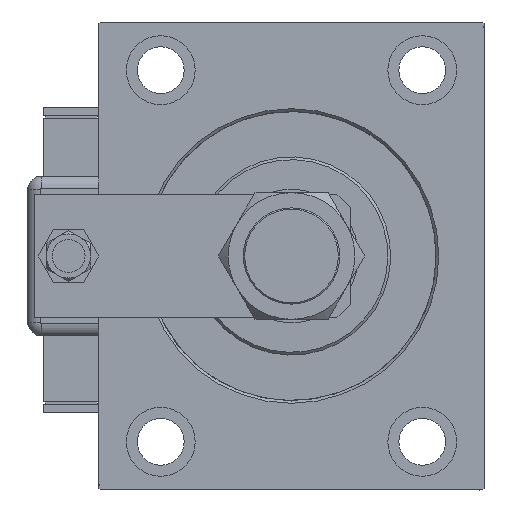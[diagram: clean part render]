
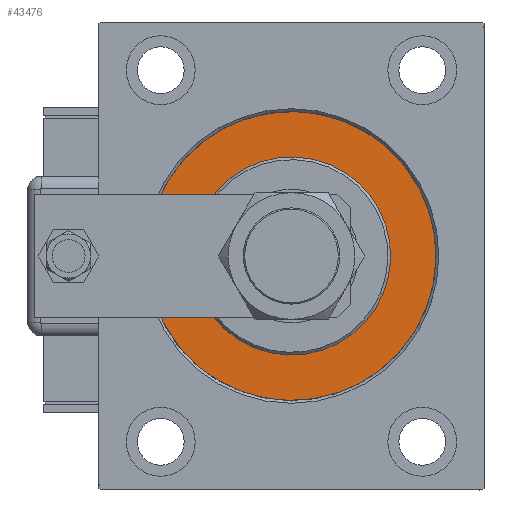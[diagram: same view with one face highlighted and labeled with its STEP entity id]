
A CAD part, left-side view. The second image highlights one B-rep face of the part: STEP entity #43476.
In plain terms, the highlighted face is planar.
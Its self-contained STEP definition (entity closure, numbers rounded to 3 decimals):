
#1145 = CIRCLE ( 'NONE', #33956, 36. ) ;
#1990 = DIRECTION ( 'NONE',  ( 0., 0., -1. ) ) ;
#4205 = ORIENTED_EDGE ( 'NONE', *, *, #36377, .F. ) ;
#4800 = FACE_OUTER_BOUND ( 'NONE', #11424, .T. ) ;
#5724 = CARTESIAN_POINT ( 'NONE',  ( 0., 0., 0. ) ) ;
#5741 = PLANE ( 'NONE',  #45605 ) ;
#6307 = DIRECTION ( 'NONE',  ( -1., 0., 0. ) ) ;
#8812 = CARTESIAN_POINT ( 'NONE',  ( 0., 0., -52.5 ) ) ;
#10081 = DIRECTION ( 'NONE',  ( 0., 0., 1. ) ) ;
#11424 = EDGE_LOOP ( 'NONE', ( #4205, #24024 ) ) ;
#12195 = DIRECTION ( 'NONE',  ( 0., 0., 1. ) ) ;
#13430 = EDGE_CURVE ( 'NONE', #49143, #52235, #51851, .T. ) ;
#14596 = AXIS2_PLACEMENT_3D ( 'NONE', #59240, #6307, #12195 ) ;
#16200 = EDGE_CURVE ( 'NONE', #17552, #43176, #1145, .T. ) ;
#17552 = VERTEX_POINT ( 'NONE', #35861 ) ;
#24024 = ORIENTED_EDGE ( 'NONE', *, *, #13430, .F. ) ;
#24274 = EDGE_LOOP ( 'NONE', ( #49832, #48828 ) ) ;
#33956 = AXIS2_PLACEMENT_3D ( 'NONE', #40601, #39375, #1990 ) ;
#35861 = CARTESIAN_POINT ( 'NONE',  ( 0., 0., 36. ) ) ;
#36356 = DIRECTION ( 'NONE',  ( 1., 0., 0. ) ) ;
#36377 = EDGE_CURVE ( 'NONE', #52235, #49143, #41450, .T. ) ;
#37216 = CARTESIAN_POINT ( 'NONE',  ( 0., 0., -36. ) ) ;
#39375 = DIRECTION ( 'NONE',  ( 1., 0., 0. ) ) ;
#39383 = CARTESIAN_POINT ( 'NONE',  ( 0., 0., 0. ) ) ;
#40601 = CARTESIAN_POINT ( 'NONE',  ( 0., 0., 0. ) ) ;
#41450 = CIRCLE ( 'NONE', #14596, 52.5 ) ;
#43176 = VERTEX_POINT ( 'NONE', #37216 ) ;
#43282 = AXIS2_PLACEMENT_3D ( 'NONE', #60021, #36356, #46006 ) ;
#43476 = ADVANCED_FACE ( 'NONE', ( #47475, #4800 ), #5741, .F. ) ;
#45285 = DIRECTION ( 'NONE',  ( 0., 0., 1. ) ) ;
#45605 = AXIS2_PLACEMENT_3D ( 'NONE', #39383, #49342, #45285 ) ;
#46006 = DIRECTION ( 'NONE',  ( 0., 0., -1. ) ) ;
#47281 = CIRCLE ( 'NONE', #43282, 36. ) ;
#47475 = FACE_BOUND ( 'NONE', #24274, .T. ) ;
#48828 = ORIENTED_EDGE ( 'NONE', *, *, #56877, .F. ) ;
#49018 = DIRECTION ( 'NONE',  ( -1., 0., 0. ) ) ;
#49143 = VERTEX_POINT ( 'NONE', #52539 ) ;
#49342 = DIRECTION ( 'NONE',  ( -1., 0., 0. ) ) ;
#49832 = ORIENTED_EDGE ( 'NONE', *, *, #16200, .F. ) ;
#51851 = CIRCLE ( 'NONE', #59829, 52.5 ) ;
#52235 = VERTEX_POINT ( 'NONE', #8812 ) ;
#52539 = CARTESIAN_POINT ( 'NONE',  ( 0., 0., 52.5 ) ) ;
#56877 = EDGE_CURVE ( 'NONE', #43176, #17552, #47281, .T. ) ;
#59240 = CARTESIAN_POINT ( 'NONE',  ( 0., 0., 0. ) ) ;
#59829 = AXIS2_PLACEMENT_3D ( 'NONE', #5724, #49018, #10081 ) ;
#60021 = CARTESIAN_POINT ( 'NONE',  ( 0., 0., 0. ) ) ;
